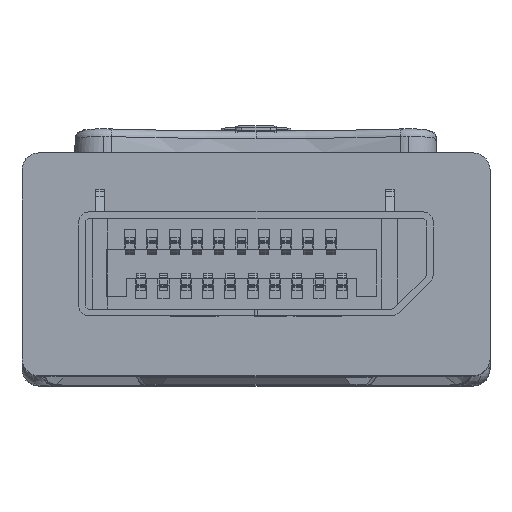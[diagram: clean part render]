
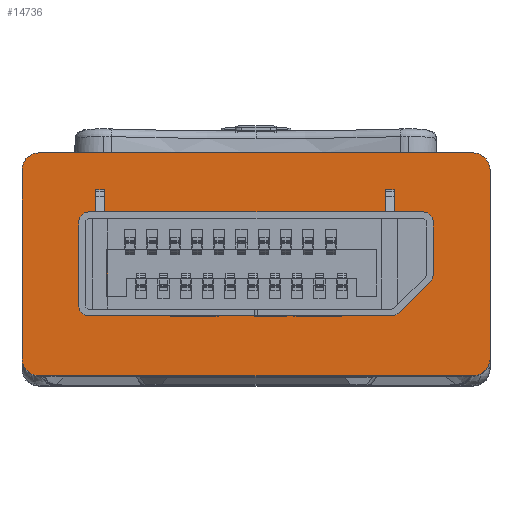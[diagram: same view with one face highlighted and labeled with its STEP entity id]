
A CAD part, top view. The second image highlights one B-rep face of the part: STEP entity #14736.
In plain terms, the highlighted face is planar.
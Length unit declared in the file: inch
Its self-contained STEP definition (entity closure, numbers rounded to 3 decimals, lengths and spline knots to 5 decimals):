
#341 = CARTESIAN_POINT ( 'NONE',  ( -0.47244, 0.16685, 0.38339 ) ) ;
#530 = VERTEX_POINT ( 'NONE', #39531 ) ;
#860 = FACE_OUTER_BOUND ( 'NONE', #41323, .T. ) ;
#1368 = CIRCLE ( 'NONE', #31626, 0.03 ) ;
#1538 = LINE ( 'NONE', #5662, #18937 ) ;
#2756 = EDGE_CURVE ( 'NONE', #31912, #16946, #31751, .T. ) ;
#3126 = DIRECTION ( 'NONE',  ( 0., 0., 1. ) ) ;
#3800 = ORIENTED_EDGE ( 'NONE', *, *, #18301, .T. ) ;
#4934 = VERTEX_POINT ( 'NONE', #34009 ) ;
#5619 = VECTOR ( 'NONE', #38653, 39.37008 ) ;
#5662 = CARTESIAN_POINT ( 'NONE',  ( -0.47244, -0.19685, 0.41339 ) ) ;
#5725 = CARTESIAN_POINT ( 'NONE',  ( -0.47244, -0.16685, -0.41339 ) ) ;
#6002 = PLANE ( 'NONE',  #31358 ) ;
#6799 = VECTOR ( 'NONE', #25230, 39.37008 ) ;
#6848 = ORIENTED_EDGE ( 'NONE', *, *, #2756, .F. ) ;
#7379 = ORIENTED_EDGE ( 'NONE', *, *, #22569, .T. ) ;
#7608 = AXIS2_PLACEMENT_3D ( 'NONE', #31391, #8536, #14663 ) ;
#8536 = DIRECTION ( 'NONE',  ( -1., 0., 0. ) ) ;
#9188 = CARTESIAN_POINT ( 'NONE',  ( -0.47244, 0.19685, 0.41339 ) ) ;
#9591 = DIRECTION ( 'NONE',  ( 1., 0., 0. ) ) ;
#9798 = EDGE_CURVE ( 'NONE', #530, #16946, #17872, .T. ) ;
#10057 = ORIENTED_EDGE ( 'NONE', *, *, #32949, .F. ) ;
#12308 = CARTESIAN_POINT ( 'NONE',  ( -0.47244, 0.16685, -0.38339 ) ) ;
#12720 = DIRECTION ( 'NONE',  ( 0., 0., -1. ) ) ;
#12761 = CARTESIAN_POINT ( 'NONE',  ( -0.47244, -0.16685, -0.38339 ) ) ;
#13471 = DIRECTION ( 'NONE',  ( -1., 0., 0. ) ) ;
#13748 = DIRECTION ( 'NONE',  ( 0., 0., -1. ) ) ;
#14436 = ORIENTED_EDGE ( 'NONE', *, *, #9798, .T. ) ;
#14663 = DIRECTION ( 'NONE',  ( 0., 0., -1. ) ) ;
#14736 = ADVANCED_FACE ( 'NONE', ( #860 ), #6002, .F. ) ;
#16946 = VERTEX_POINT ( 'NONE', #37630 ) ;
#17872 = CIRCLE ( 'NONE', #7608, 0.03 ) ;
#18301 = EDGE_CURVE ( 'NONE', #29930, #38425, #32372, .T. ) ;
#18439 = ORIENTED_EDGE ( 'NONE', *, *, #41856, .T. ) ;
#18937 = VECTOR ( 'NONE', #3126, 39.37008 ) ;
#19156 = CARTESIAN_POINT ( 'NONE',  ( -0.47244, 0.16685, -0.41339 ) ) ;
#19350 = EDGE_CURVE ( 'NONE', #23247, #29930, #22578, .T. ) ;
#19672 = DIRECTION ( 'NONE',  ( 0., 0., -1. ) ) ;
#22076 = DIRECTION ( 'NONE',  ( -1., 0., 0. ) ) ;
#22216 = DIRECTION ( 'NONE',  ( 0., -1., 0. ) ) ;
#22515 = CARTESIAN_POINT ( 'NONE',  ( -0.47244, 0.19685, -0.41339 ) ) ;
#22569 = EDGE_CURVE ( 'NONE', #39891, #23247, #41132, .T. ) ;
#22578 = LINE ( 'NONE', #22515, #5619 ) ;
#22758 = AXIS2_PLACEMENT_3D ( 'NONE', #12761, #42238, #19672 ) ;
#23247 = VERTEX_POINT ( 'NONE', #19156 ) ;
#24193 = EDGE_CURVE ( 'NONE', #38425, #530, #1538, .T. ) ;
#24249 = CARTESIAN_POINT ( 'NONE',  ( -0.47244, -0.19685, -0.38339 ) ) ;
#25230 = DIRECTION ( 'NONE',  ( 0., 0., 1. ) ) ;
#27961 = CARTESIAN_POINT ( 'NONE',  ( -0.47244, 0.19685, 0.41339 ) ) ;
#28323 = DIRECTION ( 'NONE',  ( 0., 0., -1. ) ) ;
#29930 = VERTEX_POINT ( 'NONE', #5725 ) ;
#30108 = CARTESIAN_POINT ( 'NONE',  ( -0.47244, 0.19685, -0.38339 ) ) ;
#30243 = VECTOR ( 'NONE', #22216, 39.37008 ) ;
#31358 = AXIS2_PLACEMENT_3D ( 'NONE', #39184, #9591, #12720 ) ;
#31391 = CARTESIAN_POINT ( 'NONE',  ( -0.47244, -0.16685, 0.38339 ) ) ;
#31626 = AXIS2_PLACEMENT_3D ( 'NONE', #341, #13471, #13748 ) ;
#31751 = LINE ( 'NONE', #9188, #30243 ) ;
#31782 = ORIENTED_EDGE ( 'NONE', *, *, #24193, .T. ) ;
#31912 = VERTEX_POINT ( 'NONE', #38034 ) ;
#32088 = ORIENTED_EDGE ( 'NONE', *, *, #19350, .T. ) ;
#32372 = CIRCLE ( 'NONE', #22758, 0.03 ) ;
#32949 = EDGE_CURVE ( 'NONE', #39891, #4934, #41590, .T. ) ;
#34009 = CARTESIAN_POINT ( 'NONE',  ( -0.47244, 0.19685, 0.38339 ) ) ;
#36906 = AXIS2_PLACEMENT_3D ( 'NONE', #12308, #22076, #28323 ) ;
#37630 = CARTESIAN_POINT ( 'NONE',  ( -0.47244, -0.16685, 0.41339 ) ) ;
#38034 = CARTESIAN_POINT ( 'NONE',  ( -0.47244, 0.16685, 0.41339 ) ) ;
#38425 = VERTEX_POINT ( 'NONE', #24249 ) ;
#38653 = DIRECTION ( 'NONE',  ( 0., -1., 0. ) ) ;
#39184 = CARTESIAN_POINT ( 'NONE',  ( -0.47244, 0.19685, 0.41339 ) ) ;
#39531 = CARTESIAN_POINT ( 'NONE',  ( -0.47244, -0.19685, 0.38339 ) ) ;
#39891 = VERTEX_POINT ( 'NONE', #30108 ) ;
#41132 = CIRCLE ( 'NONE', #36906, 0.03 ) ;
#41323 = EDGE_LOOP ( 'NONE', ( #32088, #3800, #31782, #14436, #6848, #18439, #10057, #7379 ) ) ;
#41590 = LINE ( 'NONE', #27961, #6799 ) ;
#41856 = EDGE_CURVE ( 'NONE', #31912, #4934, #1368, .T. ) ;
#42238 = DIRECTION ( 'NONE',  ( -1., 0., 0. ) ) ;
